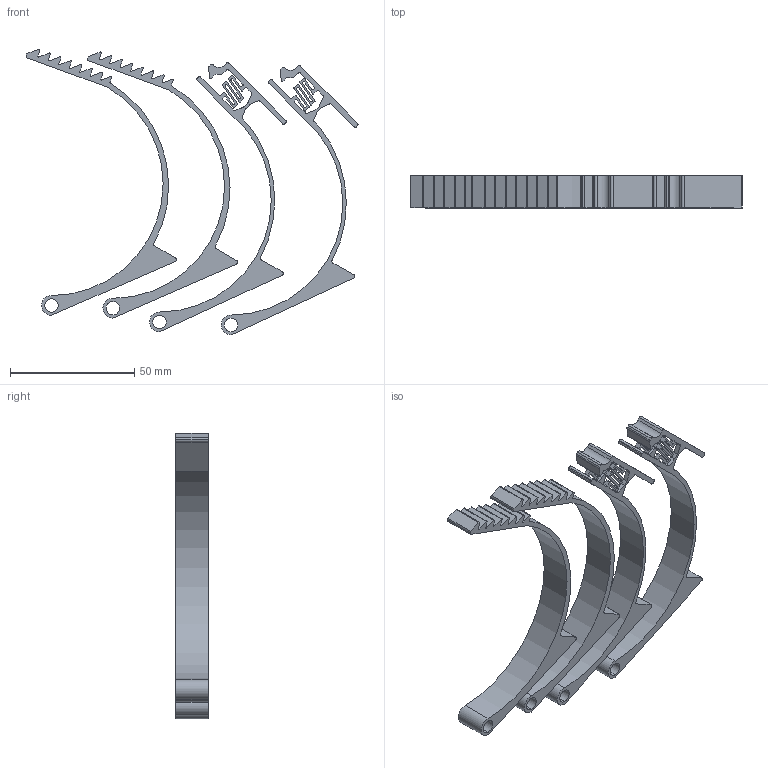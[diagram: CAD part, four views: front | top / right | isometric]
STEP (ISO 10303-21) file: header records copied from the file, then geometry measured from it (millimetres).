
FILE_DESCRIPTION (( 'STEP AP214' ), '1' );
FILE_NAME ('ArmBandforPrinting v3.STEP', '2024-01-21T13:25:40', ( '' ), ( '' ), 'SwSTEP 2.0', 'SolidWorks 2023', '' );
FILE_SCHEMA (( 'AUTOMOTIVE_DESIGN' ));
Length unit declared in the file: millimetre
Products named in the file (3): ArmBandforPrinting v3; Arm Clamp inner v3.2; Arm Clamp v3.1
Assembly tree (4 placements, depth 2):
  ArmBandforPrinting v3
    Arm Clamp v3.1  x2
    Arm Clamp inner v3.2  x2
Bounding box: 133.76 x 13 x 115.13 mm (x, y, z)
Volume: 29583.8 mm3; surface area: 26490.2 mm2
Topology: 4 solids, 4 shells, 472 faces, 1416 edges, 944 vertices
Faces by surface type: cylinder 274, plane 198
Entity records: 8190 total; most frequent: DIRECTION 1468, CARTESIAN_POINT 1423, ORIENTED_EDGE 1416, EDGE_CURVE 708, AXIS2_PLACEMENT_3D 517, VERTEX_POINT 472, LINE 434, VECTOR 434
